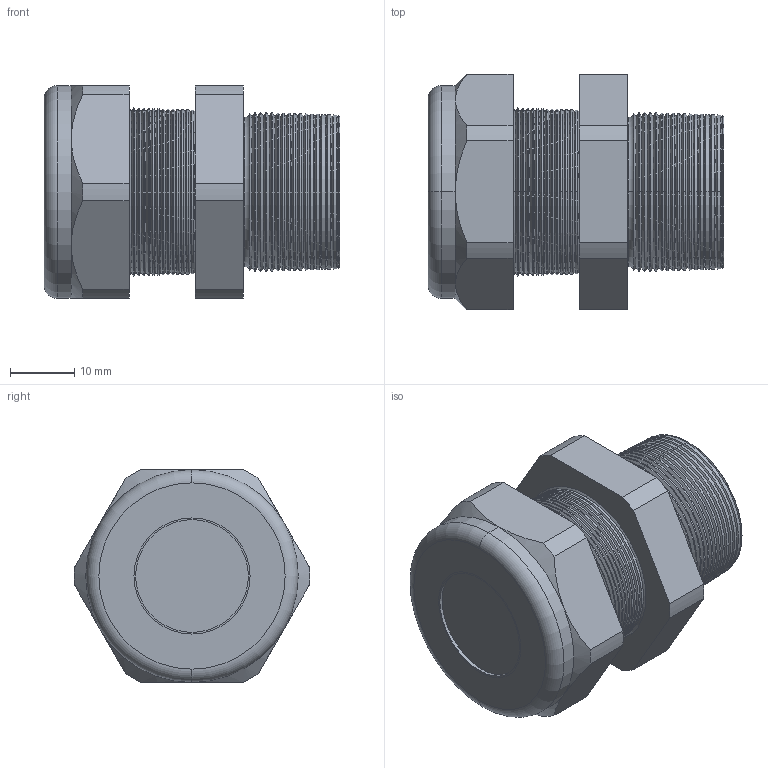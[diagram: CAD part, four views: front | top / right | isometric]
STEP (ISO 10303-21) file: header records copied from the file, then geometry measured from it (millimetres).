
FILE_DESCRIPTION (( 'STEP AP203' ), '1' );
FILE_NAME ('CD21NP-BK.STEP', '2008-06-23T06:08:49', ( 'BSI05' ), ( 'BAYSTATE' ), 'SwSTEP 2.0', 'SolidWorks 2007', '' );
FILE_SCHEMA (( 'CONFIG_CONTROL_DESIGN' ));
Length unit declared in the file: inch
Products named in the file (1): CD21NP-BK
Bounding box: 45.97 x 36.64 x 33.02 mm (x, y, z)
Volume: 21367.8 mm3; surface area: 11345.2 mm2
Topology: 2 solids, 2 shells, 234 faces, 486 edges, 260 vertices
Faces by surface type: cone 188, cylinder 20, plane 20, torus 6
Entity records: 6201 total; most frequent: DIRECTION 1186, CARTESIAN_POINT 1069, ORIENTED_EDGE 972, EDGE_CURVE 486, AXIS2_PLACEMENT_3D 477, VERTEX_POINT 260, CIRCLE 242, EDGE_LOOP 240
